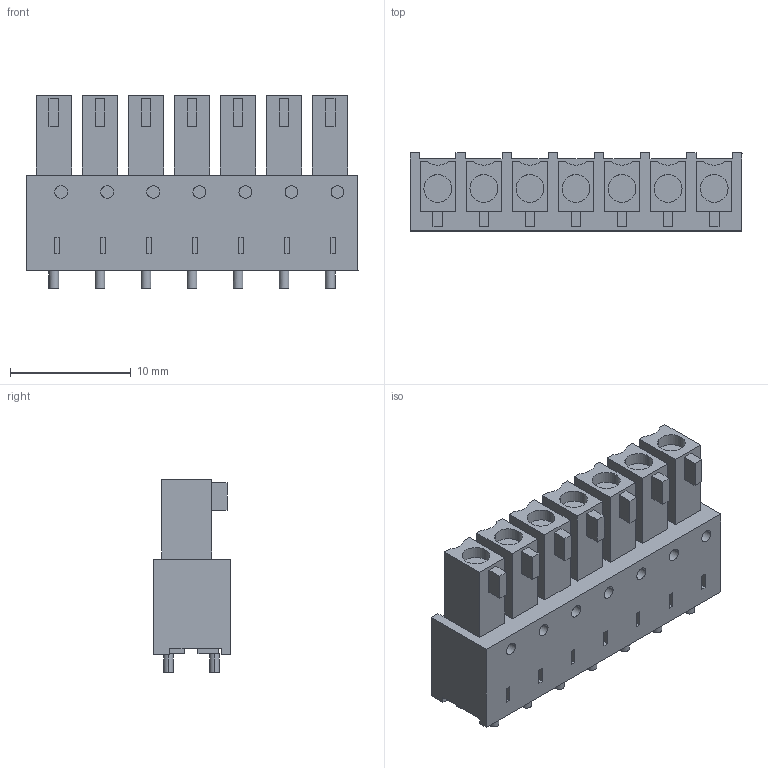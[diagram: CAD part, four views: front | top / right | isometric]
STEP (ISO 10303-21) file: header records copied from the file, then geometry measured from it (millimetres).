
FILE_DESCRIPTION(('CATIA V5 STEP Exchange','CAx-IF Rec.Pracs.--- Model Styling and Organization---1.4--- 2014-01-23'),'2;1');
FILE_NAME ('D1460928_1_1976570000_1976570000.stp','2023-04-28T10:52:57+00:00',('none'),('Weidmueller'),'CATIA Version 5-6 Release 2016 SP3 HF44','CATIA V5 STEP AP214','none');
FILE_SCHEMA(('AUTOMOTIVE_DESIGN { 1 0 10303 214 1 1 1 1 }'));
Length unit declared in the file: millimetre
Products named in the file (1): 1976570000
Bounding box: 27.46 x 6.45 x 16 mm (x, y, z)
Volume: 1740.8 mm3; surface area: 1952.5 mm2
Topology: 15 solids, 15 shells, 465 faces, 1137 edges, 737 vertices
Faces by surface type: plane 402, cylinder 63
Entity records: 12739 total; most frequent: CARTESIAN_POINT 2373, ORIENTED_EDGE 2274, DIRECTION 1622, EDGE_CURVE 1137, VECTOR 983, LINE 983, VERTEX_POINT 737, EDGE_LOOP 500
